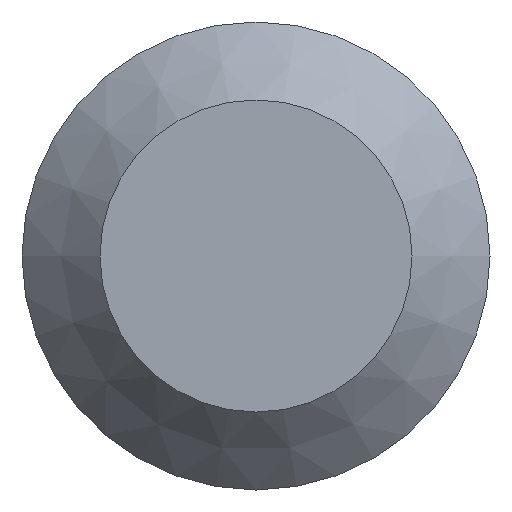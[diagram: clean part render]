
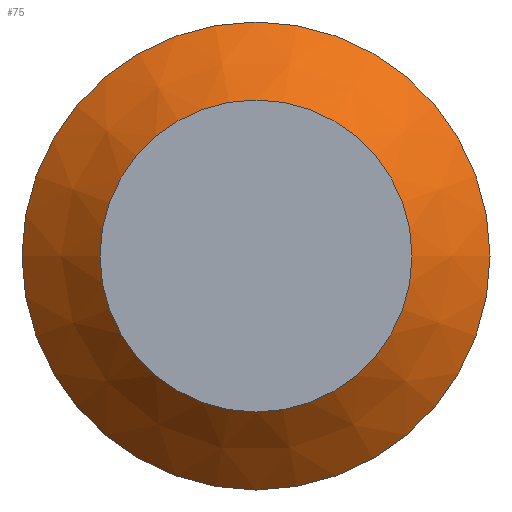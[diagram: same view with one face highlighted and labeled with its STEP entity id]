
A CAD part, front view. The second image highlights one B-rep face of the part: STEP entity #75.
In plain terms, the highlighted conical face has half-angle 45 degrees and reference radius 1.25 mm.
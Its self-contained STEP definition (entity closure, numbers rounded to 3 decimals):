
#18=FACE_OUTER_BOUND('',#23,.T.);
#23=EDGE_LOOP('',(#55,#56,#57,#58,#59));
#28=LINE('',#148,#31);
#31=VECTOR('',#122,1.25);
#34=CIRCLE('',#104,1.5);
#35=CIRCLE('',#105,1.5);
#36=CIRCLE('',#106,1.);
#40=VERTEX_POINT('',#143);
#41=VERTEX_POINT('',#144);
#42=VERTEX_POINT('',#147);
#46=EDGE_CURVE('',#40,#41,#34,.T.);
#47=EDGE_CURVE('',#41,#40,#35,.T.);
#48=EDGE_CURVE('',#40,#42,#28,.T.);
#49=EDGE_CURVE('',#42,#42,#36,.T.);
#55=ORIENTED_EDGE('',*,*,#46,.T.);
#56=ORIENTED_EDGE('',*,*,#47,.T.);
#57=ORIENTED_EDGE('',*,*,#48,.T.);
#58=ORIENTED_EDGE('',*,*,#49,.T.);
#59=ORIENTED_EDGE('',*,*,#48,.F.);
#73=CONICAL_SURFACE('',#103,1.25,0.785);
#75=ADVANCED_FACE('',(#18),#73,.T.);
#103=AXIS2_PLACEMENT_3D('',#142,#116,#117);
#104=AXIS2_PLACEMENT_3D('',#145,#118,#119);
#105=AXIS2_PLACEMENT_3D('',#146,#120,#121);
#106=AXIS2_PLACEMENT_3D('',#149,#123,#124);
#116=DIRECTION('center_axis',(0.,1.,0.));
#117=DIRECTION('ref_axis',(1.,0.,0.));
#118=DIRECTION('center_axis',(0.,-1.,0.));
#119=DIRECTION('ref_axis',(1.,0.,0.));
#120=DIRECTION('center_axis',(0.,-1.,0.));
#121=DIRECTION('ref_axis',(1.,0.,0.));
#122=DIRECTION('',(0.707,-0.707,0.));
#123=DIRECTION('center_axis',(0.,1.,0.));
#124=DIRECTION('ref_axis',(1.,0.,0.));
#142=CARTESIAN_POINT('Origin',(0.,0.25,0.));
#143=CARTESIAN_POINT('',(-1.5,0.5,0.));
#144=CARTESIAN_POINT('',(1.5,0.5,0.));
#145=CARTESIAN_POINT('Origin',(0.,0.5,0.));
#146=CARTESIAN_POINT('Origin',(0.,0.5,0.));
#147=CARTESIAN_POINT('',(-1.,0.,0.));
#148=CARTESIAN_POINT('',(-1.25,0.25,0.));
#149=CARTESIAN_POINT('Origin',(0.,0.,0.));
